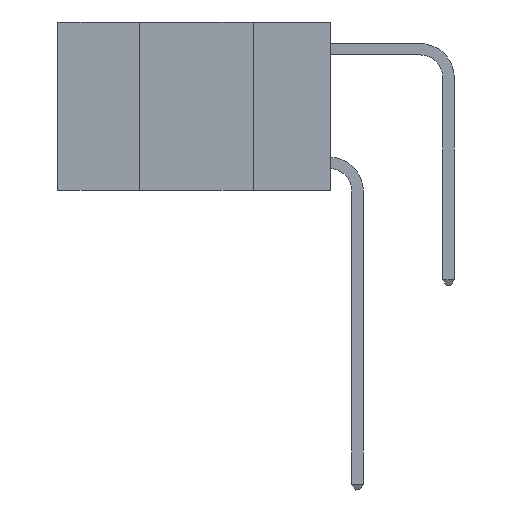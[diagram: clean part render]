
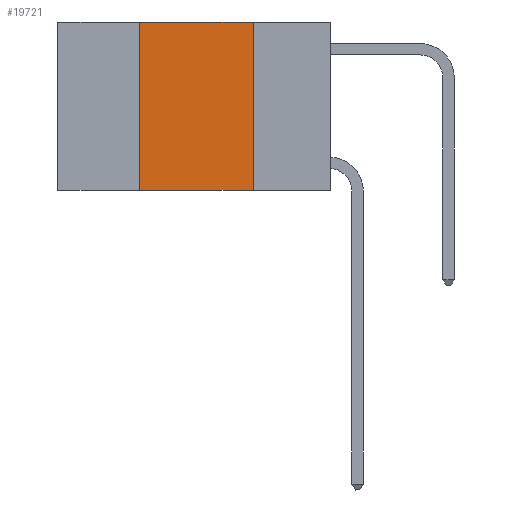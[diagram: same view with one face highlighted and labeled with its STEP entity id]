
A CAD part, left-side view. The second image highlights one B-rep face of the part: STEP entity #19721.
In plain terms, the highlighted planar face has unit normal (-1, 0, 0).
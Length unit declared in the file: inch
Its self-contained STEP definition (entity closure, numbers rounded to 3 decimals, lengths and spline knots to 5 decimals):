
#1104 = PLANE ( 'NONE',  #28692 ) ;
#2260 = ORIENTED_EDGE ( 'NONE', *, *, #4969, .F. ) ;
#4142 = CARTESIAN_POINT ( 'NONE',  ( 0., 0.17, 0. ) ) ;
#4969 = EDGE_CURVE ( 'NONE', #23565, #16412, #14652, .T. ) ;
#5710 = CARTESIAN_POINT ( 'NONE',  ( 0., 0.42, -0.37 ) ) ;
#8219 = DIRECTION ( 'NONE',  ( 1., 0., 0. ) ) ;
#8551 = ORIENTED_EDGE ( 'NONE', *, *, #13913, .F. ) ;
#9097 = CARTESIAN_POINT ( 'NONE',  ( 0., 0.6, 0. ) ) ;
#9706 = EDGE_LOOP ( 'NONE', ( #2260, #8551, #21062, #16324 ) ) ;
#9715 = EDGE_CURVE ( 'NONE', #29325, #23427, #15569, .T. ) ;
#10121 = DIRECTION ( 'NONE',  ( 0., -1., 0. ) ) ;
#10748 = CARTESIAN_POINT ( 'NONE',  ( 0., 0.42, 0. ) ) ;
#11285 = LINE ( 'NONE', #9097, #23763 ) ;
#13913 = EDGE_CURVE ( 'NONE', #23427, #23565, #11285, .T. ) ;
#14652 = LINE ( 'NONE', #28056, #19432 ) ;
#15569 = LINE ( 'NONE', #27378, #22510 ) ;
#16324 = ORIENTED_EDGE ( 'NONE', *, *, #24027, .T. ) ;
#16412 = VERTEX_POINT ( 'NONE', #28256 ) ;
#17262 = FACE_OUTER_BOUND ( 'NONE', #9706, .T. ) ;
#19432 = VECTOR ( 'NONE', #30389, 39.37008 ) ;
#19721 = ADVANCED_FACE ( 'NONE', ( #17262 ), #1104, .F. ) ;
#21062 = ORIENTED_EDGE ( 'NONE', *, *, #9715, .F. ) ;
#21842 = CARTESIAN_POINT ( 'NONE',  ( 0., 0.6, -0.37 ) ) ;
#22295 = CARTESIAN_POINT ( 'NONE',  ( 0., 0.6, 0. ) ) ;
#22395 = VECTOR ( 'NONE', #10121, 39.37008 ) ;
#22510 = VECTOR ( 'NONE', #29722, 39.37008 ) ;
#23158 = DIRECTION ( 'NONE',  ( 0., -1., 0. ) ) ;
#23427 = VERTEX_POINT ( 'NONE', #10748 ) ;
#23565 = VERTEX_POINT ( 'NONE', #4142 ) ;
#23763 = VECTOR ( 'NONE', #23158, 39.37008 ) ;
#24027 = EDGE_CURVE ( 'NONE', #29325, #16412, #29308, .T. ) ;
#24643 = DIRECTION ( 'NONE',  ( 0., 0., -1. ) ) ;
#27378 = CARTESIAN_POINT ( 'NONE',  ( 0., 0.42, 0. ) ) ;
#28056 = CARTESIAN_POINT ( 'NONE',  ( 0., 0.17, 0. ) ) ;
#28256 = CARTESIAN_POINT ( 'NONE',  ( 0., 0.17, -0.37 ) ) ;
#28692 = AXIS2_PLACEMENT_3D ( 'NONE', #22295, #8219, #24643 ) ;
#29308 = LINE ( 'NONE', #21842, #22395 ) ;
#29325 = VERTEX_POINT ( 'NONE', #5710 ) ;
#29722 = DIRECTION ( 'NONE',  ( 0., 0., 1. ) ) ;
#30389 = DIRECTION ( 'NONE',  ( 0., 0., -1. ) ) ;
